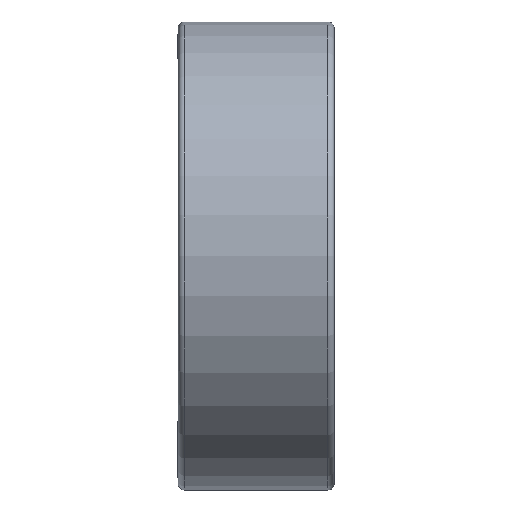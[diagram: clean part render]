
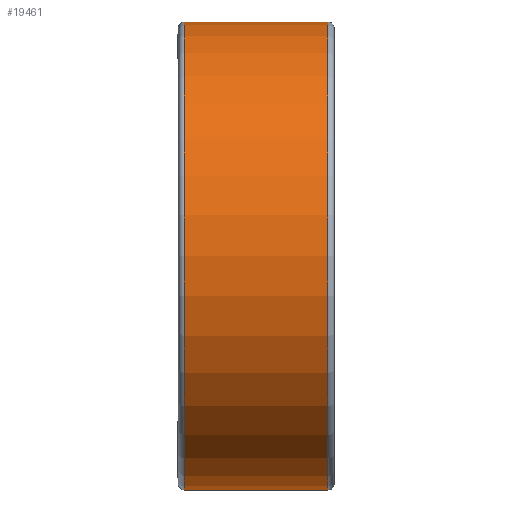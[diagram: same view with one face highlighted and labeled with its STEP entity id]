
A CAD part, top view. The second image highlights one B-rep face of the part: STEP entity #19461.
In plain terms, the highlighted cylindrical face has radius 7.5 mm (diameter 15 mm), a partial arc.
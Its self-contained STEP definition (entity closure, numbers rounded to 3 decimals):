
#8899=DIRECTION('',(-1.,0.,0.));
#8900=VECTOR('',#8899,4.6);
#8901=CARTESIAN_POINT('',(2.3,7.5,0.));
#8902=LINE('',#8901,#8900);
#8906=DIRECTION('',(-1.,0.,0.));
#8907=VECTOR('',#8906,4.6);
#8908=CARTESIAN_POINT('',(2.3,-7.5,0.));
#8909=LINE('',#8908,#8907);
#8921=CARTESIAN_POINT('',(2.3,0.,0.));
#8922=DIRECTION('',(1.,0.,0.));
#8923=DIRECTION('',(0.,1.,0.));
#8924=AXIS2_PLACEMENT_3D('',#8921,#8922,#8923);
#8929=CARTESIAN_POINT('',(-2.3,0.,0.));
#8930=DIRECTION('',(1.,0.,0.));
#8931=DIRECTION('',(0.,1.,0.));
#8932=AXIS2_PLACEMENT_3D('',#8929,#8930,#8931);
#16115=CARTESIAN_POINT('',(2.3,7.5,0.));
#16116=CARTESIAN_POINT('',(-2.3,7.5,0.));
#16117=VERTEX_POINT('',#16115);
#16118=VERTEX_POINT('',#16116);
#16127=CARTESIAN_POINT('',(2.3,-7.5,0.));
#16128=CARTESIAN_POINT('',(-2.3,-7.5,0.));
#16129=VERTEX_POINT('',#16127);
#16130=VERTEX_POINT('',#16128);
#19449=CARTESIAN_POINT('',(-2.75,0.,0.));
#19450=DIRECTION('',(1.,0.,0.));
#19451=DIRECTION('',(0.,-1.,0.));
#19452=AXIS2_PLACEMENT_3D('',#19449,#19450,#19451);
#19453=CYLINDRICAL_SURFACE('',#19452,7.5);
#19454=ORIENTED_EDGE('',*,*,#19439,.F.);
#19455=ORIENTED_EDGE('',*,*,#19416,.T.);
#19456=ORIENTED_EDGE('',*,*,#19443,.T.);
#19458=ORIENTED_EDGE('',*,*,#19457,.F.);
#19459=EDGE_LOOP('',(#19454,#19455,#19456,#19458));
#19460=FACE_OUTER_BOUND('',#19459,.F.);
#8925=CIRCLE('',#8924,7.5);
#8933=CIRCLE('',#8932,7.5);
#19416=EDGE_CURVE('',#16117,#16129,#8925,.T.);
#19439=EDGE_CURVE('',#16117,#16118,#8902,.T.);
#19443=EDGE_CURVE('',#16129,#16130,#8909,.T.);
#19457=EDGE_CURVE('',#16118,#16130,#8933,.T.);
#19461=ADVANCED_FACE('',(#19460),#19453,.T.);
